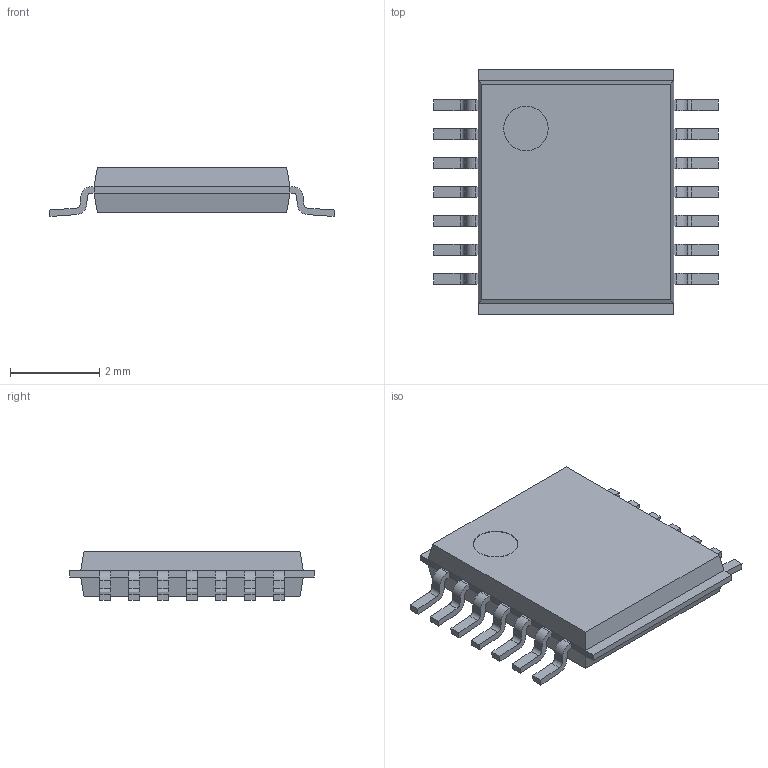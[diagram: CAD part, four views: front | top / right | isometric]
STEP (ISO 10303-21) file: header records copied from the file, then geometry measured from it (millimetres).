
FILE_DESCRIPTION(('STEP AP214'),'1');
FILE_NAME('TSSOP14B.stp','2019-02-17T22:02:10',(' '),(' '),'Spatial InterOp 3D',' ',' ');
FILE_SCHEMA(('AUTOMOTIVE_DESIGN { 1 0 10303 214 1 1 1 1 }'));
Length unit declared in the file: metre
Products named in the file (16): TSSOP14B; Component1; Component2; Component3; Component4; Component5; Component6; Component7; Component8; Component9; Component10; Component11; Component12; Component13; Component14; Component15
Assembly tree (15 placements, depth 2):
  TSSOP14B
    Component1
    Component2
    Component3
    Component4
    Component5
    Component6
    Component7
    Component8
    Component9
    Component10
    Component11
    Component12
    Component13
    Component14
    Component15
Bounding box: 6.4 x 5.5 x 1.1 mm (x, y, z)
Volume: 22.4 mm3; surface area: 80 mm2
Topology: 15 solids, 15 shells, 217 faces, 550 edges, 364 vertices
Faces by surface type: plane 159, cylinder 58
Entity records: 8691 total; most frequent: CARTESIAN_POINT 1147, DIRECTION 1132, ORIENTED_EDGE 1100, EDGE_CURVE 550, LINE 434, VECTOR 434, VERTEX_POINT 364, AXIS2_PLACEMENT_3D 349
